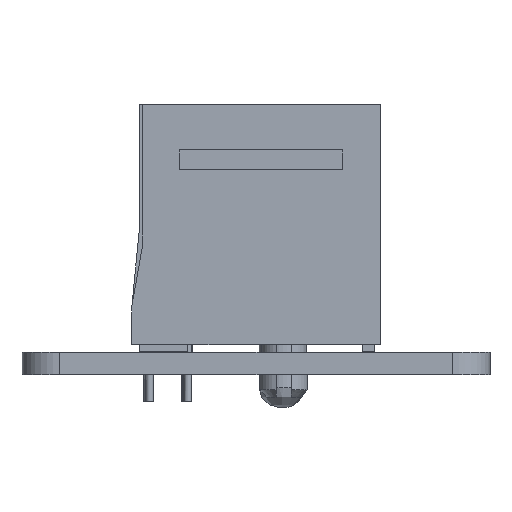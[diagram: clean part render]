
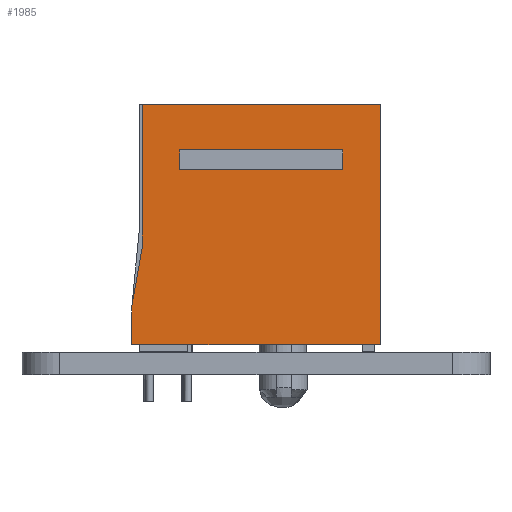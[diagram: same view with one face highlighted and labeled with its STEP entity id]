
A CAD part, left-side view. The second image highlights one B-rep face of the part: STEP entity #1985.
In plain terms, the highlighted face is planar.
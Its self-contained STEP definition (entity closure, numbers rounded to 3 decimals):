
#533 = VERTEX_POINT('',#534);
#534 = CARTESIAN_POINT('',(-7.95,6.725,-8.58));
#540 = EDGE_CURVE('',#541,#533,#543,.T.);
#541 = VERTEX_POINT('',#542);
#542 = CARTESIAN_POINT('',(-5.45,6.725,-8.58));
#543 = LINE('',#544,#545);
#544 = CARTESIAN_POINT('',(-5.45,6.725,-8.58));
#545 = VECTOR('',#546,1.);
#546 = DIRECTION('',(-1.,0.,0.));
#1158 = VERTEX_POINT('',#1159);
#1159 = CARTESIAN_POINT('',(-7.95,6.725,7.9));
#1165 = EDGE_CURVE('',#533,#1158,#1166,.T.);
#1166 = LINE('',#1167,#1168);
#1167 = CARTESIAN_POINT('',(-7.95,6.725,-8.58));
#1168 = VECTOR('',#1169,1.);
#1169 = DIRECTION('',(0.,0.,1.));
#1985 = ADVANCED_FACE('',(#1986,#2020),#2054,.T.);
#1986 = FACE_BOUND('',#1987,.T.);
#1987 = EDGE_LOOP('',(#1988,#1998,#2006,#2014));
#1988 = ORIENTED_EDGE('',*,*,#1989,.T.);
#1989 = EDGE_CURVE('',#1990,#1992,#1994,.T.);
#1990 = VERTEX_POINT('',#1991);
#1991 = CARTESIAN_POINT('',(3.65,6.725,5.4));
#1992 = VERTEX_POINT('',#1993);
#1993 = CARTESIAN_POINT('',(3.65,6.725,-5.4));
#1994 = LINE('',#1995,#1996);
#1995 = CARTESIAN_POINT('',(3.65,6.725,5.4));
#1996 = VECTOR('',#1997,1.);
#1997 = DIRECTION('',(0.,0.,-1.));
#1998 = ORIENTED_EDGE('',*,*,#1999,.T.);
#1999 = EDGE_CURVE('',#1992,#2000,#2002,.T.);
#2000 = VERTEX_POINT('',#2001);
#2001 = CARTESIAN_POINT('',(4.95,6.725,-5.4));
#2002 = LINE('',#2003,#2004);
#2003 = CARTESIAN_POINT('',(3.65,6.725,-5.4));
#2004 = VECTOR('',#2005,1.);
#2005 = DIRECTION('',(1.,0.,0.));
#2006 = ORIENTED_EDGE('',*,*,#2007,.T.);
#2007 = EDGE_CURVE('',#2000,#2008,#2010,.T.);
#2008 = VERTEX_POINT('',#2009);
#2009 = CARTESIAN_POINT('',(4.95,6.725,5.4));
#2010 = LINE('',#2011,#2012);
#2011 = CARTESIAN_POINT('',(4.95,6.725,-5.4));
#2012 = VECTOR('',#2013,1.);
#2013 = DIRECTION('',(0.,0.,1.));
#2014 = ORIENTED_EDGE('',*,*,#2015,.T.);
#2015 = EDGE_CURVE('',#2008,#1990,#2016,.T.);
#2016 = LINE('',#2017,#2018);
#2017 = CARTESIAN_POINT('',(4.95,6.725,5.4));
#2018 = VECTOR('',#2019,1.);
#2019 = DIRECTION('',(-1.,0.,0.));
#2020 = FACE_BOUND('',#2021,.T.);
#2021 = EDGE_LOOP('',(#2022,#2023,#2031,#2039,#2047,#2053));
#2022 = ORIENTED_EDGE('',*,*,#1165,.T.);
#2023 = ORIENTED_EDGE('',*,*,#2024,.T.);
#2024 = EDGE_CURVE('',#1158,#2025,#2027,.T.);
#2025 = VERTEX_POINT('',#2026);
#2026 = CARTESIAN_POINT('',(7.95,6.725,7.9));
#2027 = LINE('',#2028,#2029);
#2028 = CARTESIAN_POINT('',(-7.95,6.725,7.9));
#2029 = VECTOR('',#2030,1.);
#2030 = DIRECTION('',(1.,0.,0.));
#2031 = ORIENTED_EDGE('',*,*,#2032,.T.);
#2032 = EDGE_CURVE('',#2025,#2033,#2035,.T.);
#2033 = VERTEX_POINT('',#2034);
#2034 = CARTESIAN_POINT('',(7.95,6.725,-7.9));
#2035 = LINE('',#2036,#2037);
#2036 = CARTESIAN_POINT('',(7.95,6.725,7.9));
#2037 = VECTOR('',#2038,1.);
#2038 = DIRECTION('',(0.,0.,-1.));
#2039 = ORIENTED_EDGE('',*,*,#2040,.T.);
#2040 = EDGE_CURVE('',#2033,#2041,#2043,.T.);
#2041 = VERTEX_POINT('',#2042);
#2042 = CARTESIAN_POINT('',(-1.55,6.725,-7.9));
#2043 = LINE('',#2044,#2045);
#2044 = CARTESIAN_POINT('',(7.95,6.725,-7.9));
#2045 = VECTOR('',#2046,1.);
#2046 = DIRECTION('',(-1.,0.,0.));
#2047 = ORIENTED_EDGE('',*,*,#2048,.T.);
#2048 = EDGE_CURVE('',#2041,#541,#2049,.T.);
#2049 = LINE('',#2050,#2051);
#2050 = CARTESIAN_POINT('',(-1.55,6.725,-7.9));
#2051 = VECTOR('',#2052,1.);
#2052 = DIRECTION('',(-0.985,0.,-0.172));
#2053 = ORIENTED_EDGE('',*,*,#540,.T.);
#2054 = PLANE('',#2055);
#2055 = AXIS2_PLACEMENT_3D('',#2056,#2057,#2058);
#2056 = CARTESIAN_POINT('',(0.,6.725,0.));
#2057 = DIRECTION('',(0.,1.,0.));
#2058 = DIRECTION('',(0.,-0.,1.));
